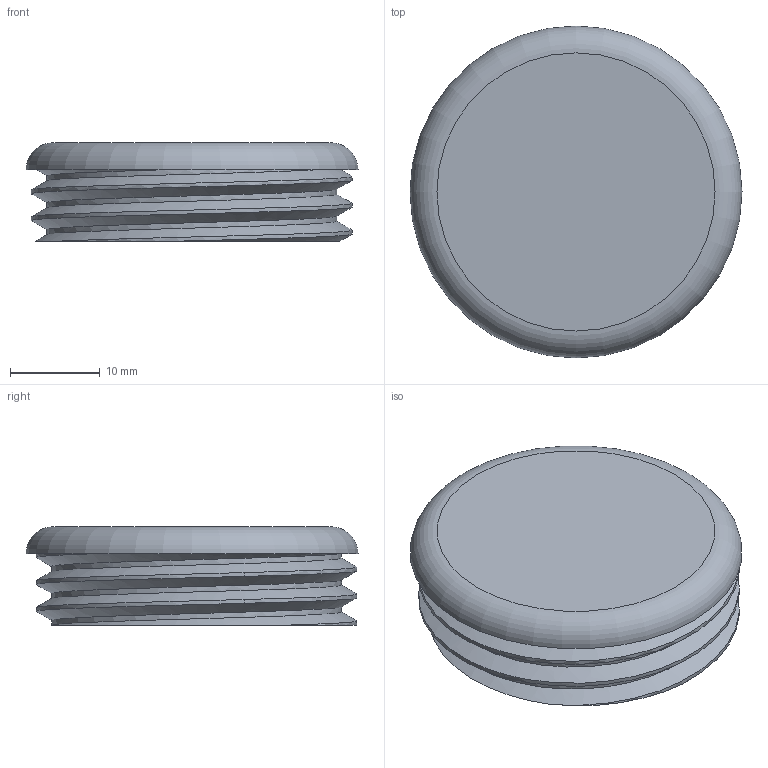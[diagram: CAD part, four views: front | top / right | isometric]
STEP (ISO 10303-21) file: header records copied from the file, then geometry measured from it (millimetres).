
FILE_DESCRIPTION(/* description */ (''),/* implementation_level */ '2;1');
FILE_NAME(/* name */ 'Middle Led Defuser v1.step',/* time_stamp */ '2022-09-22T16:39:30+02:00',/* author */ (''),/* organization */ (''),/* preprocessor_version */ 'ST-DEVELOPER v19',/* originating_system */ 'Autodesk Translation Framework v11.7.0.108',/* authorisation */ '');
FILE_SCHEMA (('AUTOMOTIVE_DESIGN { 1 0 10303 214 3 1 1 }'));
Length unit declared in the file: millimetre
Products named in the file (1): Middle Led Defuser
Bounding box: 37 x 37 x 10.95 mm (x, y, z)
Volume: 4739.5 mm3; surface area: 4486.4 mm2
Topology: 1 solids, 1 shells, 15 faces, 42 edges, 31 vertices
Faces by surface type: cylinder 8, plane 4, bspline 2, torus 1
Full cylindrical faces by diameter (mm): 30 x1, 32.33 x2, 35.764 x1
Entity records: 3147 total; most frequent: CARTESIAN_POINT 2763, ORIENTED_EDGE 84, DIRECTION 54, EDGE_CURVE 42, VERTEX_POINT 31, B_SPLINE_CURVE_WITH_KNOTS 26, AXIS2_PLACEMENT_3D 24, EDGE_LOOP 17
